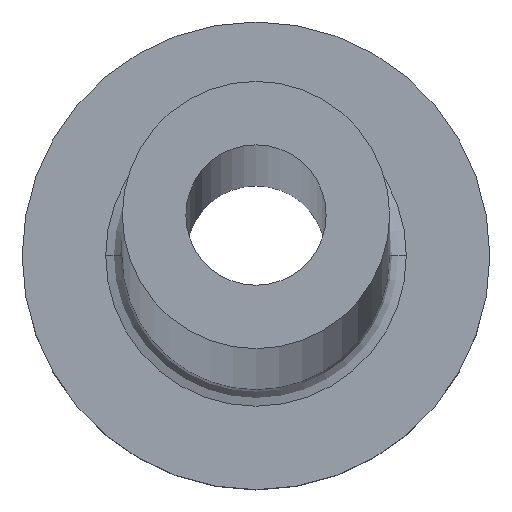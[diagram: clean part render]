
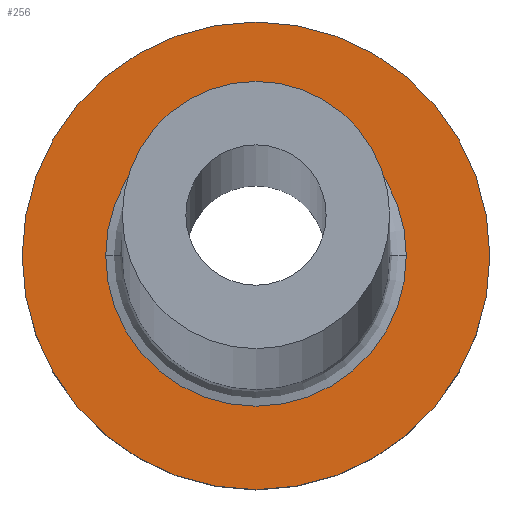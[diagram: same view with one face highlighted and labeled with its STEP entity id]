
A CAD part, top view. The second image highlights one B-rep face of the part: STEP entity #256.
In plain terms, the highlighted planar face has unit normal (0, 0, 1).
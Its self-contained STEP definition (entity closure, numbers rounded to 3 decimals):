
#9 = CARTESIAN_POINT ( 'NONE',  ( 4.5, 0., 5. ) ) ;
#22 = CARTESIAN_POINT ( 'NONE',  ( 7., 0., 5. ) ) ;
#26 = ORIENTED_EDGE ( 'NONE', *, *, #36, .T. ) ;
#30 = CARTESIAN_POINT ( 'NONE',  ( 0., 0., 5. ) ) ;
#35 = DIRECTION ( 'NONE',  ( 1., 0., 0. ) ) ;
#36 = EDGE_CURVE ( 'NONE', #176, #337, #254, .T. ) ;
#45 = CIRCLE ( 'NONE', #53, 7. ) ;
#53 = AXIS2_PLACEMENT_3D ( 'NONE', #30, #289, #35 ) ;
#56 = DIRECTION ( 'NONE',  ( 1., 0., 0. ) ) ;
#67 = EDGE_LOOP ( 'NONE', ( #26, #78 ) ) ;
#78 = ORIENTED_EDGE ( 'NONE', *, *, #235, .T. ) ;
#88 = CARTESIAN_POINT ( 'NONE',  ( 0., 0., 5. ) ) ;
#96 = EDGE_LOOP ( 'NONE', ( #237, #162 ) ) ;
#100 = CARTESIAN_POINT ( 'NONE',  ( -7., 0., 5. ) ) ;
#105 = AXIS2_PLACEMENT_3D ( 'NONE', #117, #331, #178 ) ;
#117 = CARTESIAN_POINT ( 'NONE',  ( 0., 0., 5. ) ) ;
#150 = AXIS2_PLACEMENT_3D ( 'NONE', #193, #316, #56 ) ;
#152 = CIRCLE ( 'NONE', #197, 7. ) ;
#162 = ORIENTED_EDGE ( 'NONE', *, *, #169, .T. ) ;
#169 = EDGE_CURVE ( 'NONE', #374, #360, #45, .T. ) ;
#174 = FACE_BOUND ( 'NONE', #67, .T. ) ;
#176 = VERTEX_POINT ( 'NONE', #9 ) ;
#177 = DIRECTION ( 'NONE',  ( 1., 0., 0. ) ) ;
#178 = DIRECTION ( 'NONE',  ( 1., 0., 0. ) ) ;
#193 = CARTESIAN_POINT ( 'NONE',  ( 0., 0., 5. ) ) ;
#197 = AXIS2_PLACEMENT_3D ( 'NONE', #239, #261, #177 ) ;
#199 = DIRECTION ( 'NONE',  ( 0., 0., -1. ) ) ;
#203 = CARTESIAN_POINT ( 'NONE',  ( -4.5, 0., 5. ) ) ;
#235 = EDGE_CURVE ( 'NONE', #337, #176, #267, .T. ) ;
#237 = ORIENTED_EDGE ( 'NONE', *, *, #271, .T. ) ;
#239 = CARTESIAN_POINT ( 'NONE',  ( 0., 0., 5. ) ) ;
#254 = CIRCLE ( 'NONE', #150, 4.5 ) ;
#256 = ADVANCED_FACE ( 'NONE', ( #174, #359 ), #295, .T. ) ;
#260 = AXIS2_PLACEMENT_3D ( 'NONE', #88, #199, #290 ) ;
#261 = DIRECTION ( 'NONE',  ( 0., 0., 1. ) ) ;
#267 = CIRCLE ( 'NONE', #260, 4.5 ) ;
#271 = EDGE_CURVE ( 'NONE', #360, #374, #152, .T. ) ;
#289 = DIRECTION ( 'NONE',  ( 0., 0., 1. ) ) ;
#290 = DIRECTION ( 'NONE',  ( 1., 0., 0. ) ) ;
#295 = PLANE ( 'NONE',  #105 ) ;
#316 = DIRECTION ( 'NONE',  ( 0., 0., -1. ) ) ;
#331 = DIRECTION ( 'NONE',  ( 0., 0., 1. ) ) ;
#337 = VERTEX_POINT ( 'NONE', #203 ) ;
#359 = FACE_OUTER_BOUND ( 'NONE', #96, .T. ) ;
#360 = VERTEX_POINT ( 'NONE', #100 ) ;
#374 = VERTEX_POINT ( 'NONE', #22 ) ;
